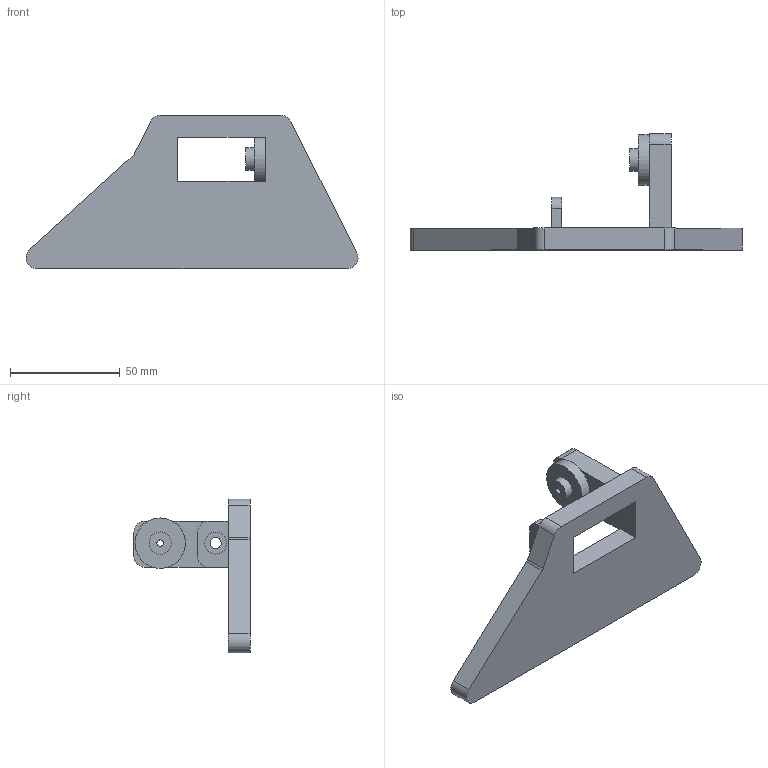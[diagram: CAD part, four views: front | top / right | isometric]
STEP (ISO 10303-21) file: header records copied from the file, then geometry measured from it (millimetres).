
FILE_DESCRIPTION(/* description */ (''),/* implementation_level */ '2;1');
FILE_NAME(/* name */ 'microcontrollers_mounting_plate_2.step',/* time_stamp */ '2025-05-16T23:46:48-04:00',/* author */ (''),/* organization */ (''),/* preprocessor_version */ 'ST-DEVELOPER v20.1',/* originating_system */ 'Autodesk Translation Framework v14.4.0.0',/* authorisation */ '');
FILE_SCHEMA (('AUTOMOTIVE_DESIGN { 1 0 10303 214 3 1 1 }'));
Length unit declared in the file: millimetre
Products named in the file (2): microcontrollers_mounting_plae_2; 5537T032_T-Slotted Framing
Assembly tree (1 placements, depth 2):
  microcontrollers_mounting_plae_2
    5537T032_T-Slotted Framing
Bounding box: 151.55 x 53 x 70 mm (x, y, z)
Volume: 78680.4 mm3; surface area: 23390 mm2
Topology: 2 solids, 2 shells, 43 faces, 103 edges, 68 vertices
Faces by surface type: plane 25, cylinder 18
Full cylindrical faces by diameter (mm): 3 x2, 5 x2, 6 x1, 10 x2, 10.2 x1, 23 x1
Entity records: 1329 total; most frequent: DIRECTION 231, CARTESIAN_POINT 217, ORIENTED_EDGE 206, EDGE_CURVE 103, AXIS2_PLACEMENT_3D 82, VERTEX_POINT 68, LINE 67, VECTOR 67
